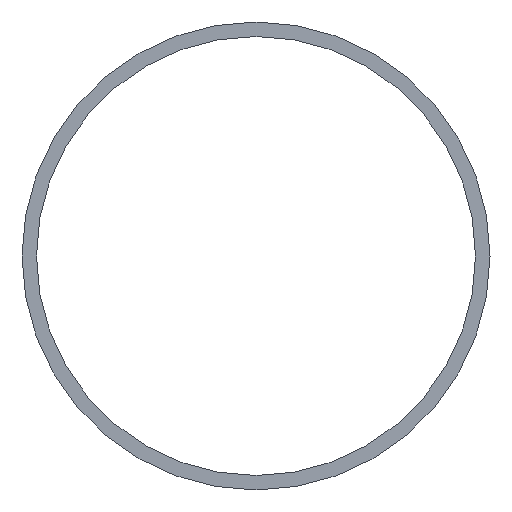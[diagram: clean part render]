
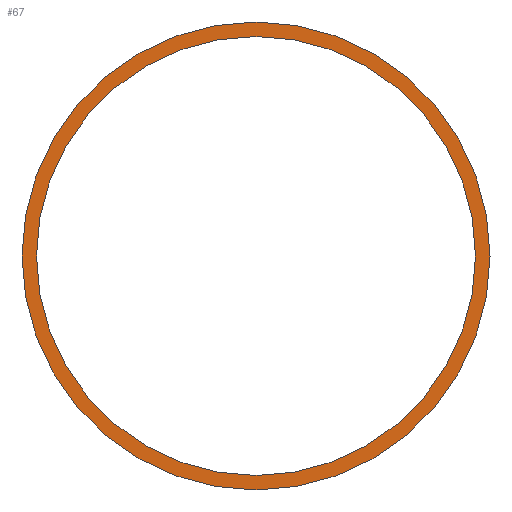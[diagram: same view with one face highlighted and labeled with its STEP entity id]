
A CAD part, left-side view. The second image highlights one B-rep face of the part: STEP entity #67.
In plain terms, the highlighted planar face has unit normal (-1, 0, 0).
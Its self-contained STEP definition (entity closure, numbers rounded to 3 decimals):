
#51 = VERTEX_POINT( '', #121 );
#57 = EDGE_CURVE( '', #71, #77, #128, .T. );
#63 = VERTEX_POINT( '', #134 );
#67 = ADVANCED_FACE( '', ( #139, #140 ), #141, .F. );
#71 = VERTEX_POINT( '', #145 );
#77 = VERTEX_POINT( '', #151 );
#85 = EDGE_CURVE( '', #77, #71, #160, .T. );
#93 = EDGE_CURVE( '', #51, #63, #169, .T. );
#99 = EDGE_CURVE( '', #63, #51, #175, .T. );
#121 = CARTESIAN_POINT( '', ( 0., 0., 93.8 ) );
#128 = CIRCLE( '', #199, 100. );
#134 = CARTESIAN_POINT( '', ( 0., 0., -93.8 ) );
#139 = FACE_OUTER_BOUND( '', #213, .T. );
#140 = FACE_BOUND( '', #214, .T. );
#141 = PLANE( '', #215 );
#145 = CARTESIAN_POINT( '', ( 0., 0., -100. ) );
#151 = CARTESIAN_POINT( '', ( 0., 0., 100. ) );
#160 = CIRCLE( '', #236, 100. );
#169 = CIRCLE( '', #249, 93.8 );
#175 = CIRCLE( '', #257, 93.8 );
#199 = AXIS2_PLACEMENT_3D( '', #275, #276, #277 );
#213 = EDGE_LOOP( '', ( #291, #292 ) );
#214 = EDGE_LOOP( '', ( #293, #294 ) );
#215 = AXIS2_PLACEMENT_3D( '', #295, #296, #297 );
#236 = AXIS2_PLACEMENT_3D( '', #308, #309, #310 );
#249 = AXIS2_PLACEMENT_3D( '', #323, #324, #325 );
#257 = AXIS2_PLACEMENT_3D( '', #329, #330, #331 );
#275 = CARTESIAN_POINT( '', ( 0., 0., 0. ) );
#276 = DIRECTION( '', ( 1., 0., 0. ) );
#277 = DIRECTION( '', ( 0., 0., -1. ) );
#291 = ORIENTED_EDGE( '', *, *, #57, .F. );
#292 = ORIENTED_EDGE( '', *, *, #85, .F. );
#293 = ORIENTED_EDGE( '', *, *, #99, .T. );
#294 = ORIENTED_EDGE( '', *, *, #93, .T. );
#295 = CARTESIAN_POINT( '', ( 0., 0., 0. ) );
#296 = DIRECTION( '', ( 1., 0., 0. ) );
#297 = DIRECTION( '', ( 0., 0., -1. ) );
#308 = CARTESIAN_POINT( '', ( 0., 0., 0. ) );
#309 = DIRECTION( '', ( 1., 0., 0. ) );
#310 = DIRECTION( '', ( 0., 0., -1. ) );
#323 = CARTESIAN_POINT( '', ( 0., 0., 0. ) );
#324 = DIRECTION( '', ( 1., 0., 0. ) );
#325 = DIRECTION( '', ( 0., 0., -1. ) );
#329 = CARTESIAN_POINT( '', ( 0., 0., 0. ) );
#330 = DIRECTION( '', ( 1., 0., 0. ) );
#331 = DIRECTION( '', ( 0., 0., -1. ) );
